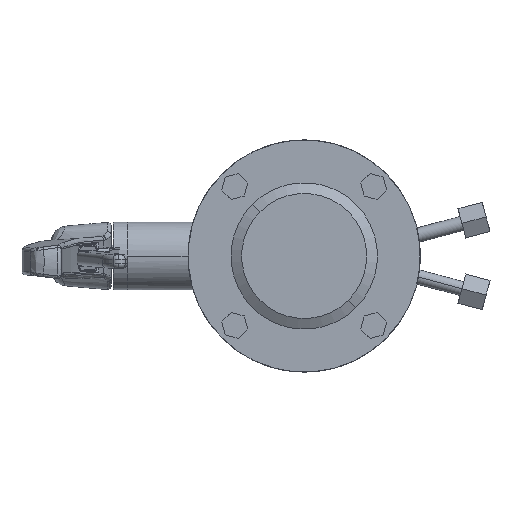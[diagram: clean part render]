
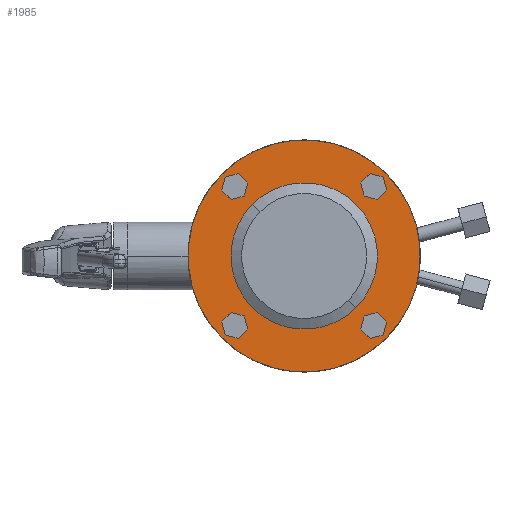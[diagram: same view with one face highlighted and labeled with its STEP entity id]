
A CAD part, left-side view. The second image highlights one B-rep face of the part: STEP entity #1985.
In plain terms, the highlighted planar face has unit normal (-1, 0, 0).
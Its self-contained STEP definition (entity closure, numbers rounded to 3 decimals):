
#30 = EDGE_CURVE ( 'NONE', #16430, #16045, #11751, .T. ) ;
#128 = AXIS2_PLACEMENT_3D ( 'NONE', #7470, #8845, #7527 ) ;
#302 = EDGE_CURVE ( 'NONE', #6197, #8666, #15623, .T. ) ;
#485 = EDGE_CURVE ( 'NONE', #14061, #7075, #9879, .T. ) ;
#712 = CARTESIAN_POINT ( 'NONE',  ( -29., 45.962, -45.962 ) ) ;
#1082 = DIRECTION ( 'NONE',  ( 0., 0., 1. ) ) ;
#1425 = VERTEX_POINT ( 'NONE', #17648 ) ;
#1985 = ADVANCED_FACE ( 'NONE', ( #12968, #2912, #12519, #6122, #9325, #8888 ), #2257, .T. ) ;
#2193 = DIRECTION ( 'NONE',  ( 1., 0., 0. ) ) ;
#2257 = PLANE ( 'NONE',  #13276 ) ;
#2341 = VERTEX_POINT ( 'NONE', #7434 ) ;
#2377 = DIRECTION ( 'NONE',  ( 0., 0., 1. ) ) ;
#2623 = EDGE_CURVE ( 'NONE', #14054, #14969, #14185, .T. ) ;
#2912 = FACE_BOUND ( 'NONE', #9162, .T. ) ;
#3020 = CIRCLE ( 'NONE', #128, 41. ) ;
#3050 = CARTESIAN_POINT ( 'NONE',  ( -29., -28.991, -28.991 ) ) ;
#3292 = EDGE_CURVE ( 'NONE', #2341, #1425, #15443, .T. ) ;
#3412 = CARTESIAN_POINT ( 'NONE',  ( -29., -38.891, -38.891 ) ) ;
#3417 = EDGE_LOOP ( 'NONE', ( #10580, #13632 ) ) ;
#3556 = VERTEX_POINT ( 'NONE', #4303 ) ;
#3766 = CIRCLE ( 'NONE', #13552, 6.5 ) ;
#3941 = AXIS2_PLACEMENT_3D ( 'NONE', #15411, #12864, #8723 ) ;
#4303 = CARTESIAN_POINT ( 'NONE',  ( -29., -34.295, 43.487 ) ) ;
#4319 = AXIS2_PLACEMENT_3D ( 'NONE', #8655, #11991, #4728 ) ;
#4424 = EDGE_CURVE ( 'NONE', #14969, #14054, #3020, .T. ) ;
#4728 = DIRECTION ( 'NONE',  ( 0., 0., 1. ) ) ;
#5011 = DIRECTION ( 'NONE',  ( -1., 0., 0. ) ) ;
#5191 = DIRECTION ( 'NONE',  ( 1., 0., 0. ) ) ;
#5384 = DIRECTION ( 'NONE',  ( 0., 0., 1. ) ) ;
#5975 = DIRECTION ( 'NONE',  ( 0., 0., 1. ) ) ;
#6122 = FACE_BOUND ( 'NONE', #6254, .T. ) ;
#6171 = DIRECTION ( 'NONE',  ( 0., 0., 1. ) ) ;
#6197 = VERTEX_POINT ( 'NONE', #11070 ) ;
#6254 = EDGE_LOOP ( 'NONE', ( #14535, #6901 ) ) ;
#6592 = CARTESIAN_POINT ( 'NONE',  ( -29., 38.891, -38.891 ) ) ;
#6602 = DIRECTION ( 'NONE',  ( -1., 0., 0. ) ) ;
#6735 = AXIS2_PLACEMENT_3D ( 'NONE', #6751, #9461, #5384 ) ;
#6751 = CARTESIAN_POINT ( 'NONE',  ( -29., 38.891, -38.891 ) ) ;
#6901 = ORIENTED_EDGE ( 'NONE', *, *, #2623, .F. ) ;
#7055 = ORIENTED_EDGE ( 'NONE', *, *, #13254, .F. ) ;
#7075 = VERTEX_POINT ( 'NONE', #17212 ) ;
#7249 = ORIENTED_EDGE ( 'NONE', *, *, #302, .F. ) ;
#7434 = CARTESIAN_POINT ( 'NONE',  ( -29., 45.962, 45.962 ) ) ;
#7470 = CARTESIAN_POINT ( 'NONE',  ( -29., 0., 0. ) ) ;
#7527 = DIRECTION ( 'NONE',  ( 0., 0., 1. ) ) ;
#7603 = AXIS2_PLACEMENT_3D ( 'NONE', #3412, #15715, #6171 ) ;
#7946 = DIRECTION ( 'NONE',  ( 0., 0., 1. ) ) ;
#7964 = CARTESIAN_POINT ( 'NONE',  ( -29., 43.487, -34.295 ) ) ;
#8311 = CARTESIAN_POINT ( 'NONE',  ( -29., 34.295, 43.487 ) ) ;
#8610 = EDGE_CURVE ( 'NONE', #10269, #3556, #10993, .T. ) ;
#8655 = CARTESIAN_POINT ( 'NONE',  ( -29., -38.891, -38.891 ) ) ;
#8666 = VERTEX_POINT ( 'NONE', #13346 ) ;
#8723 = DIRECTION ( 'NONE',  ( 0., 0., 1. ) ) ;
#8845 = DIRECTION ( 'NONE',  ( -1., 0., 0. ) ) ;
#8888 = FACE_BOUND ( 'NONE', #13031, .T. ) ;
#9162 = EDGE_LOOP ( 'NONE', ( #17387, #7249 ) ) ;
#9228 = ORIENTED_EDGE ( 'NONE', *, *, #14630, .F. ) ;
#9274 = DIRECTION ( 'NONE',  ( -1., 0., 0. ) ) ;
#9325 = FACE_BOUND ( 'NONE', #10785, .T. ) ;
#9461 = DIRECTION ( 'NONE',  ( -1., 0., 0. ) ) ;
#9879 = CIRCLE ( 'NONE', #6735, 6.5 ) ;
#10269 = VERTEX_POINT ( 'NONE', #11172 ) ;
#10524 = DIRECTION ( 'NONE',  ( 0., -0.707, -0.707 ) ) ;
#10527 = CARTESIAN_POINT ( 'NONE',  ( -29., -38.891, 38.891 ) ) ;
#10580 = ORIENTED_EDGE ( 'NONE', *, *, #30, .F. ) ;
#10627 = ORIENTED_EDGE ( 'NONE', *, *, #3292, .F. ) ;
#10636 = ORIENTED_EDGE ( 'NONE', *, *, #8610, .F. ) ;
#10754 = CARTESIAN_POINT ( 'NONE',  ( -29., 38.891, 38.891 ) ) ;
#10785 = EDGE_LOOP ( 'NONE', ( #17041, #7055 ) ) ;
#10993 = CIRCLE ( 'NONE', #15981, 6.5 ) ;
#11053 = CIRCLE ( 'NONE', #12289, 65. ) ;
#11070 = CARTESIAN_POINT ( 'NONE',  ( -29., -43.487, -34.295 ) ) ;
#11172 = CARTESIAN_POINT ( 'NONE',  ( -29., -43.487, 34.295 ) ) ;
#11310 = CARTESIAN_POINT ( 'NONE',  ( -29., 43.487, 34.295 ) ) ;
#11600 = EDGE_CURVE ( 'NONE', #1425, #2341, #11053, .T. ) ;
#11643 = AXIS2_PLACEMENT_3D ( 'NONE', #16145, #6602, #14774 ) ;
#11675 = CIRCLE ( 'NONE', #7603, 6.5 ) ;
#11751 = CIRCLE ( 'NONE', #11993, 6.5 ) ;
#11874 = AXIS2_PLACEMENT_3D ( 'NONE', #17146, #2193, #10524 ) ;
#11910 = DIRECTION ( 'NONE',  ( -1., 0., 0. ) ) ;
#11991 = DIRECTION ( 'NONE',  ( -1., 0., 0. ) ) ;
#11993 = AXIS2_PLACEMENT_3D ( 'NONE', #10754, #12847, #5975 ) ;
#12289 = AXIS2_PLACEMENT_3D ( 'NONE', #14738, #5191, #13359 ) ;
#12313 = EDGE_CURVE ( 'NONE', #16045, #16430, #15756, .T. ) ;
#12431 = EDGE_CURVE ( 'NONE', #8666, #6197, #11675, .T. ) ;
#12519 = FACE_OUTER_BOUND ( 'NONE', #15705, .T. ) ;
#12847 = DIRECTION ( 'NONE',  ( -1., 0., 0. ) ) ;
#12864 = DIRECTION ( 'NONE',  ( -1., 0., 0. ) ) ;
#12968 = FACE_BOUND ( 'NONE', #3417, .T. ) ;
#13031 = EDGE_LOOP ( 'NONE', ( #10636, #9228 ) ) ;
#13254 = EDGE_CURVE ( 'NONE', #7075, #14061, #3766, .T. ) ;
#13276 = AXIS2_PLACEMENT_3D ( 'NONE', #712, #5011, #14548 ) ;
#13346 = CARTESIAN_POINT ( 'NONE',  ( -29., -34.295, -43.487 ) ) ;
#13359 = DIRECTION ( 'NONE',  ( 0., -0.707, -0.707 ) ) ;
#13403 = CARTESIAN_POINT ( 'NONE',  ( -29., 28.991, 28.991 ) ) ;
#13448 = ORIENTED_EDGE ( 'NONE', *, *, #11600, .F. ) ;
#13552 = AXIS2_PLACEMENT_3D ( 'NONE', #6592, #16134, #7946 ) ;
#13632 = ORIENTED_EDGE ( 'NONE', *, *, #12313, .F. ) ;
#13750 = CIRCLE ( 'NONE', #15530, 6.5 ) ;
#14054 = VERTEX_POINT ( 'NONE', #13403 ) ;
#14061 = VERTEX_POINT ( 'NONE', #7964 ) ;
#14185 = CIRCLE ( 'NONE', #11643, 41. ) ;
#14535 = ORIENTED_EDGE ( 'NONE', *, *, #4424, .F. ) ;
#14548 = DIRECTION ( 'NONE',  ( 0., 0.707, 0.707 ) ) ;
#14630 = EDGE_CURVE ( 'NONE', #3556, #10269, #13750, .T. ) ;
#14738 = CARTESIAN_POINT ( 'NONE',  ( -29., 0., 0. ) ) ;
#14774 = DIRECTION ( 'NONE',  ( 0., 0., 1. ) ) ;
#14969 = VERTEX_POINT ( 'NONE', #3050 ) ;
#15411 = CARTESIAN_POINT ( 'NONE',  ( -29., 38.891, 38.891 ) ) ;
#15443 = CIRCLE ( 'NONE', #11874, 65. ) ;
#15530 = AXIS2_PLACEMENT_3D ( 'NONE', #17426, #9274, #1082 ) ;
#15623 = CIRCLE ( 'NONE', #4319, 6.5 ) ;
#15705 = EDGE_LOOP ( 'NONE', ( #13448, #10627 ) ) ;
#15715 = DIRECTION ( 'NONE',  ( -1., 0., 0. ) ) ;
#15756 = CIRCLE ( 'NONE', #3941, 6.5 ) ;
#15981 = AXIS2_PLACEMENT_3D ( 'NONE', #10527, #11910, #2377 ) ;
#16045 = VERTEX_POINT ( 'NONE', #11310 ) ;
#16134 = DIRECTION ( 'NONE',  ( -1., 0., 0. ) ) ;
#16145 = CARTESIAN_POINT ( 'NONE',  ( -29., 0., 0. ) ) ;
#16430 = VERTEX_POINT ( 'NONE', #8311 ) ;
#17041 = ORIENTED_EDGE ( 'NONE', *, *, #485, .F. ) ;
#17146 = CARTESIAN_POINT ( 'NONE',  ( -29., 0., 0. ) ) ;
#17212 = CARTESIAN_POINT ( 'NONE',  ( -29., 34.295, -43.487 ) ) ;
#17387 = ORIENTED_EDGE ( 'NONE', *, *, #12431, .F. ) ;
#17426 = CARTESIAN_POINT ( 'NONE',  ( -29., -38.891, 38.891 ) ) ;
#17648 = CARTESIAN_POINT ( 'NONE',  ( -29., -45.962, -45.962 ) ) ;
